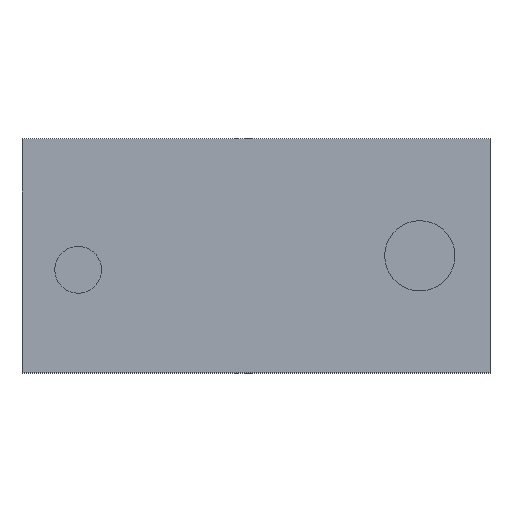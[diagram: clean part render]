
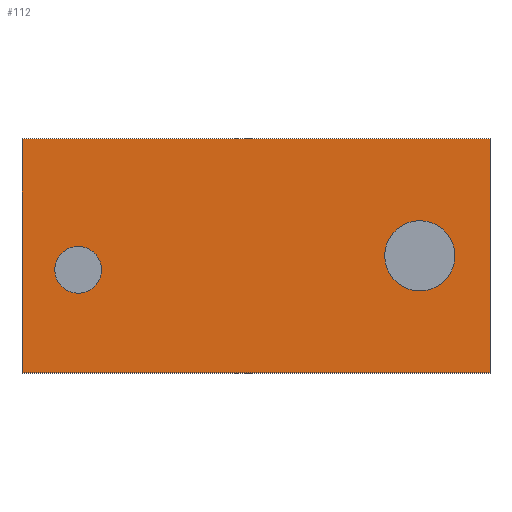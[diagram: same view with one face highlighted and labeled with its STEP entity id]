
A CAD part, top view. The second image highlights one B-rep face of the part: STEP entity #112.
In plain terms, the highlighted planar face has unit normal (0, 0, 1).
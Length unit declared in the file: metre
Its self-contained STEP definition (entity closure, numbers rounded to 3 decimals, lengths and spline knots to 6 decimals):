
#112 = ADVANCED_FACE( '', ( #160, #161, #162 ), #163, .T. );
#160 = FACE_BOUND( '', #240, .T. );
#161 = FACE_BOUND( '', #241, .T. );
#162 = FACE_OUTER_BOUND( '', #242, .T. );
#163 = PLANE( '', #243 );
#240 = EDGE_LOOP( '', ( #359 ) );
#241 = EDGE_LOOP( '', ( #360 ) );
#242 = EDGE_LOOP( '', ( #361, #362, #363, #364 ) );
#243 = AXIS2_PLACEMENT_3D( '', #365, #366, #367 );
#359 = ORIENTED_EDGE( '', *, *, #540, .F. );
#360 = ORIENTED_EDGE( '', *, *, #541, .F. );
#361 = ORIENTED_EDGE( '', *, *, #538, .T. );
#362 = ORIENTED_EDGE( '', *, *, #542, .T. );
#363 = ORIENTED_EDGE( '', *, *, #543, .T. );
#364 = ORIENTED_EDGE( '', *, *, #544, .T. );
#365 = CARTESIAN_POINT( '', ( 0., 0., 0.055 ) );
#366 = DIRECTION( '', ( 0., 0., 1. ) );
#367 = DIRECTION( '', ( 1., 0., 0. ) );
#538 = EDGE_CURVE( '', #617, #615, #618, .T. );
#540 = EDGE_CURVE( '', #620, #620, #621, .T. );
#541 = EDGE_CURVE( '', #622, #622, #623, .T. );
#542 = EDGE_CURVE( '', #615, #624, #625, .T. );
#543 = EDGE_CURVE( '', #624, #626, #627, .T. );
#544 = EDGE_CURVE( '', #626, #617, #628, .T. );
#615 = VERTEX_POINT( '', #740 );
#617 = VERTEX_POINT( '', #743 );
#618 = LINE( '', #744, #745 );
#620 = VERTEX_POINT( '', #748 );
#621 = CIRCLE( '', #749, 0.005 );
#622 = VERTEX_POINT( '', #750 );
#623 = CIRCLE( '', #751, 0.0075 );
#624 = VERTEX_POINT( '', #752 );
#625 = LINE( '', #753, #754 );
#626 = VERTEX_POINT( '', #755 );
#627 = LINE( '', #756, #757 );
#628 = LINE( '', #758, #759 );
#740 = CARTESIAN_POINT( '', ( 0., 0., 0.055 ) );
#743 = CARTESIAN_POINT( '', ( 0., 0.05, 0.055 ) );
#744 = CARTESIAN_POINT( '', ( 0., 0.05, 0.055 ) );
#745 = VECTOR( '', #936, 1. );
#748 = CARTESIAN_POINT( '', ( 0.017, 0.022, 0.055 ) );
#749 = AXIS2_PLACEMENT_3D( '', #938, #939, #940 );
#750 = CARTESIAN_POINT( '', ( 0.0925, 0.025, 0.055 ) );
#751 = AXIS2_PLACEMENT_3D( '', #941, #942, #943 );
#752 = CARTESIAN_POINT( '', ( 0.1, 0., 0.055 ) );
#753 = CARTESIAN_POINT( '', ( 0., 0., 0.055 ) );
#754 = VECTOR( '', #944, 1. );
#755 = CARTESIAN_POINT( '', ( 0.1, 0.05, 0.055 ) );
#756 = CARTESIAN_POINT( '', ( 0.1, 0., 0.055 ) );
#757 = VECTOR( '', #945, 1. );
#758 = CARTESIAN_POINT( '', ( 0.1, 0.05, 0.055 ) );
#759 = VECTOR( '', #946, 1. );
#936 = DIRECTION( '', ( 0., -1., 0. ) );
#938 = CARTESIAN_POINT( '', ( 0.012, 0.022, 0.055 ) );
#939 = DIRECTION( '', ( 0., 0., 1. ) );
#940 = DIRECTION( '', ( 1., 0., 0. ) );
#941 = CARTESIAN_POINT( '', ( 0.085, 0.025, 0.055 ) );
#942 = DIRECTION( '', ( 0., 0., 1. ) );
#943 = DIRECTION( '', ( 1., 0., 0. ) );
#944 = DIRECTION( '', ( 1., 0., 0. ) );
#945 = DIRECTION( '', ( 0., 1., 0. ) );
#946 = DIRECTION( '', ( -1., 0., 0. ) );
